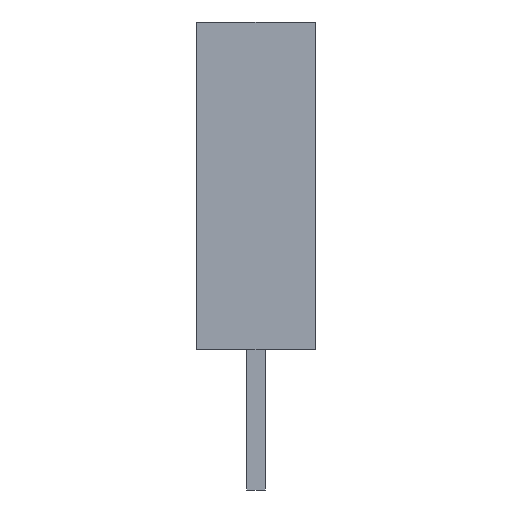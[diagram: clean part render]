
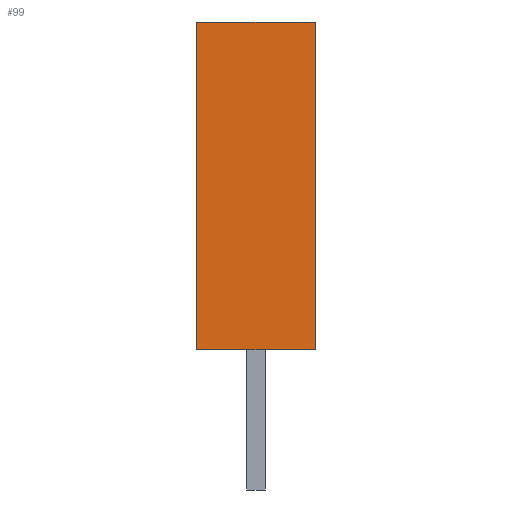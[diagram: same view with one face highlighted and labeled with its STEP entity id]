
A CAD part, front view. The second image highlights one B-rep face of the part: STEP entity #99.
In plain terms, the highlighted planar face has unit normal (0, -1, 0).
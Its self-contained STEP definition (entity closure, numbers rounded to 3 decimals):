
#13=DIRECTION('',(0.,0.,1.));
#14=DIRECTION('',(1.,0.,0.));
#75=EDGE_CURVE('',#76,#78,#80,.T.);
#76=VERTEX_POINT('',#77);
#77=CARTESIAN_POINT('',(-1.27,-1.271,0.));
#78=VERTEX_POINT('',#79);
#79=CARTESIAN_POINT('',(-1.27,-1.271,7.));
#80=LINE('',#77,#81);
#81=VECTOR('',#13,1.);
#88=DIRECTION('',(0.,1.,0.));
#99=ADVANCED_FACE('',(#100),#117,.F.);
#100=FACE_BOUND('',#101,.F.);
#101=EDGE_LOOP('',(#102,#108,#109,#114));
#102=ORIENTED_EDGE('',*,*,#103,.F.);
#103=EDGE_CURVE('',#76,#104,#106,.T.);
#104=VERTEX_POINT('',#105);
#105=CARTESIAN_POINT('',(1.27,-1.271,0.));
#106=LINE('',#77,#107);
#107=VECTOR('',#14,1.);
#108=ORIENTED_EDGE('',*,*,#75,.T.);
#109=ORIENTED_EDGE('',*,*,#110,.T.);
#110=EDGE_CURVE('',#78,#111,#113,.T.);
#111=VERTEX_POINT('',#112);
#112=CARTESIAN_POINT('',(1.27,-1.271,7.));
#113=LINE('',#79,#107);
#114=ORIENTED_EDGE('',*,*,#115,.F.);
#115=EDGE_CURVE('',#104,#111,#116,.T.);
#116=LINE('',#105,#81);
#117=PLANE('',#118);
#118=AXIS2_PLACEMENT_3D('',#77,#88,#13);
